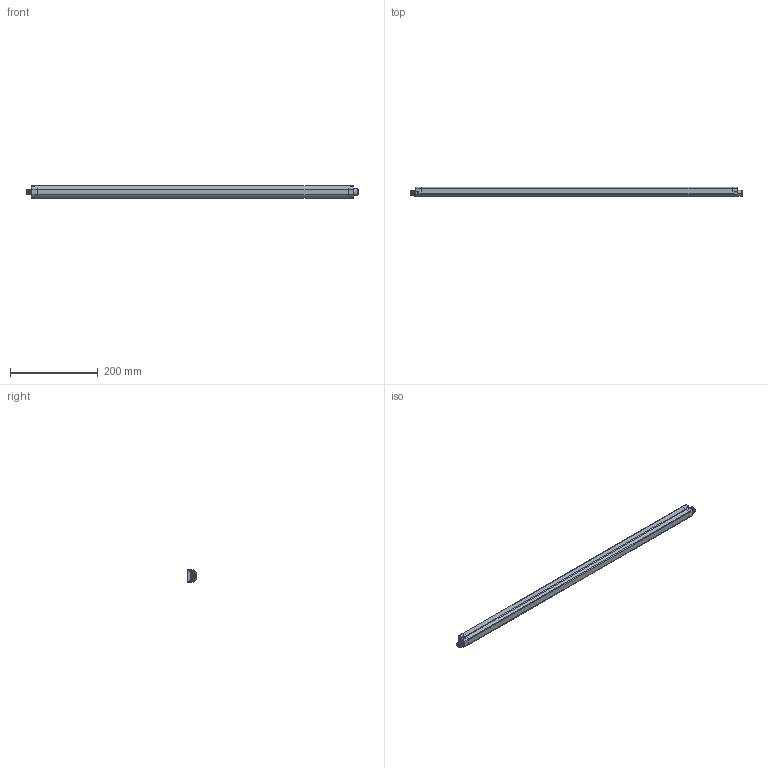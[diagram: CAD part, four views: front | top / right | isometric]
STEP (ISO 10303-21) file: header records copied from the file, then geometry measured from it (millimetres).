
FILE_DESCRIPTION((''),'2;1');
FILE_NAME('157902_SM01_ASM','2023-06-23T09:51:58',('banengservice'),('BANNER ENGINEERING'),'CREO PARAMETRIC BY PTC INC, 2022414','CREO PARAMETRIC BY PTC INC, 2022414','');
FILE_SCHEMA(('CONFIG_CONTROL_DESIGN'));
Length unit declared in the file: inch
Products named in the file (2): 157902_EP01; 157902_SM01_ASM
Assembly tree (1 placements, depth 2):
  157902_SM01_ASM
    157902_EP01
Bounding box: 757 x 20.99 x 28 mm (x, y, z)
Volume: 391056.7 mm3; surface area: 70221.1 mm2
Topology: 1 solids, 1 shells, 547 faces, 1409 edges, 893 vertices
Faces by surface type: cylinder 224, plane 188, cone 77, torus 25, bspline 25, sphere 8
Entity records: 28070 total; most frequent: CARTESIAN_POINT 14645, DIRECTION 2834, ORIENTED_EDGE 2802, EDGE_CURVE 1401, AXIS2_PLACEMENT_3D 1057, VERTEX_POINT 893, VECTOR 720, LINE 720
